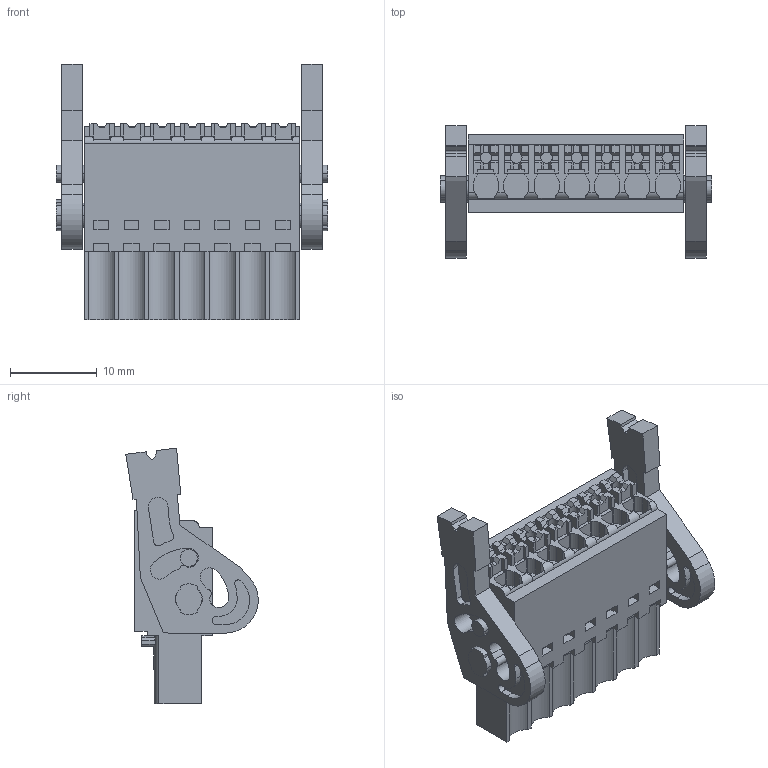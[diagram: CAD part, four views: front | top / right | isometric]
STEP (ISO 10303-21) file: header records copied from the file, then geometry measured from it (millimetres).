
FILE_DESCRIPTION(('CATIA V5R24 STEP','CAx-IF Rec.Pracs.--- Model Styling and Organization---1.2---2011-12-15'),'2;1');
FILE_NAME ('D1463145_0', '2018-03-16T12:58:19+00:00', ('Weidmueller Interface'), ('Weidmueller'), 'CATIA Version 5-6 Release 2014 SP4 HF52', 'CATIA V5 STEP AP214', 'none');
FILE_SCHEMA(('AUTOMOTIVE_DESIGN { 1 0 10303 214 1 1 1 1 }'));
Length unit declared in the file: millimetre
Products named in the file (1): 2538060000
Bounding box: 31.4 x 15.3 x 29.59 mm (x, y, z)
Volume: 4341.7 mm3; surface area: 4335.4 mm2
Topology: 10 solids, 10 shells, 832 faces, 2398 edges, 1612 vertices
Faces by surface type: plane 679, cylinder 153
Entity records: 25957 total; most frequent: CARTESIAN_POINT 5360, ORIENTED_EDGE 4796, DIRECTION 3362, EDGE_CURVE 2398, VECTOR 1886, LINE 1886, VERTEX_POINT 1612, AXIS2_PLACEMENT_3D 906
